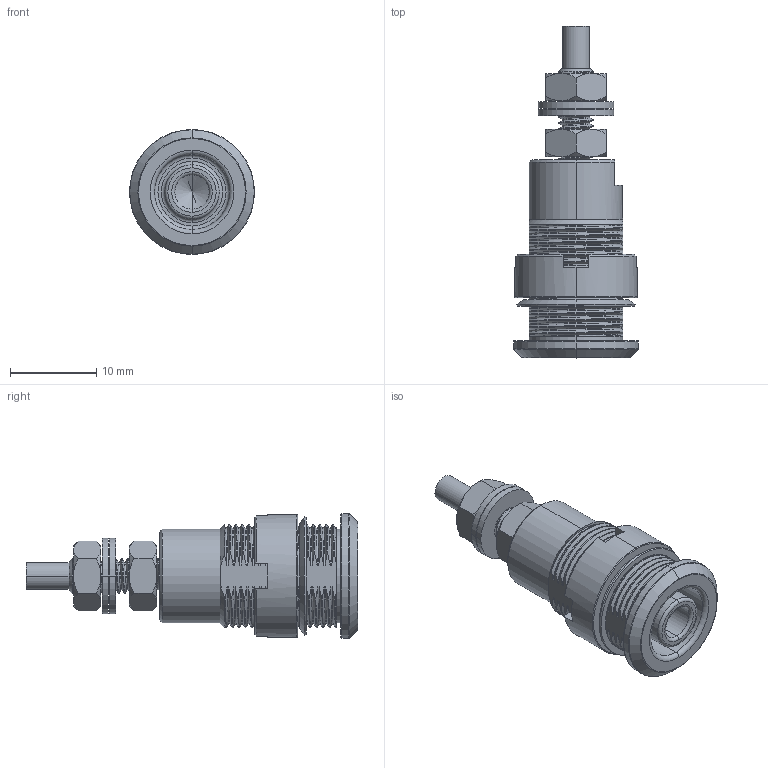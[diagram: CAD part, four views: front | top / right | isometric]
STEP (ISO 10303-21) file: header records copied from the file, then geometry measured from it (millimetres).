
FILE_DESCRIPTION (( 'STEP AP214' ), '1' );
FILE_NAME ('49.7043-22.STEP', '2024-08-12T10:33:15', ( '' ), ( '' ), 'SwSTEP 2.0', 'SolidWorks 2023', '' );
FILE_SCHEMA (( 'AUTOMOTIVE_DESIGN' ));
Length unit declared in the file: millimetre
Products named in the file (1): 49.7043-22
Bounding box: 14.5 x 38.5 x 14.5 mm (x, y, z)
Volume: 2122.7 mm3; surface area: 4022.9 mm2
Topology: 7 solids, 7 shells, 399 faces, 1100 edges, 719 vertices
Faces by surface type: cylinder 204, bspline 74, plane 55, cone 48, torus 18
Entity records: 22066 total; most frequent: CARTESIAN_POINT 9579, ORIENTED_EDGE 2192, DIRECTION 1394, EDGE_CURVE 1096, VERTEX_POINT 719, AXIS2_PLACEMENT_3D 514, EDGE_LOOP 419, FACE_OUTER_BOUND 399
